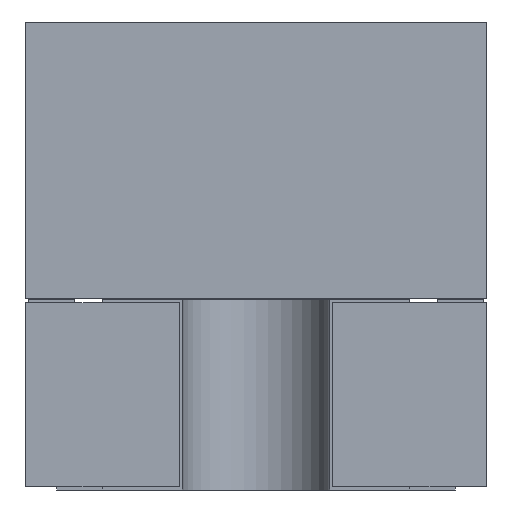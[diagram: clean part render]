
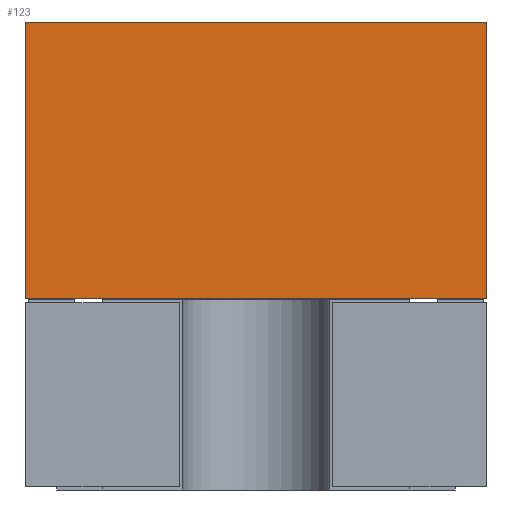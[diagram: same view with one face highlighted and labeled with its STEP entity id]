
A CAD part, left-side view. The second image highlights one B-rep face of the part: STEP entity #123.
In plain terms, the highlighted planar face has unit normal (-1, 0, 0).
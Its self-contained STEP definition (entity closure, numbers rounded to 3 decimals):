
#32 = VERTEX_POINT('',#33);
#33 = CARTESIAN_POINT('',(-1.,-0.75,0.625));
#39 = EDGE_CURVE('',#32,#40,#42,.T.);
#40 = VERTEX_POINT('',#41);
#41 = CARTESIAN_POINT('',(-1.,-0.75,1.525));
#42 = LINE('',#43,#44);
#43 = CARTESIAN_POINT('',(-1.,-0.75,0.625));
#44 = VECTOR('',#45,1.);
#45 = DIRECTION('',(0.,0.,1.));
#95 = VERTEX_POINT('',#96);
#96 = CARTESIAN_POINT('',(-1.,0.75,1.525));
#102 = EDGE_CURVE('',#40,#95,#103,.T.);
#103 = LINE('',#104,#105);
#104 = CARTESIAN_POINT('',(-1.,-0.75,1.525));
#105 = VECTOR('',#106,1.);
#106 = DIRECTION('',(0.,1.,0.));
#123 = ADVANCED_FACE('',(#124),#142,.T.);
#124 = FACE_BOUND('',#125,.T.);
#125 = EDGE_LOOP('',(#126,#134,#135,#136));
#126 = ORIENTED_EDGE('',*,*,#127,.F.);
#127 = EDGE_CURVE('',#32,#128,#130,.T.);
#128 = VERTEX_POINT('',#129);
#129 = CARTESIAN_POINT('',(-1.,0.75,0.625));
#130 = LINE('',#131,#132);
#131 = CARTESIAN_POINT('',(-1.,-0.75,0.625));
#132 = VECTOR('',#133,1.);
#133 = DIRECTION('',(0.,1.,0.));
#134 = ORIENTED_EDGE('',*,*,#39,.T.);
#135 = ORIENTED_EDGE('',*,*,#102,.T.);
#136 = ORIENTED_EDGE('',*,*,#137,.F.);
#137 = EDGE_CURVE('',#128,#95,#138,.T.);
#138 = LINE('',#139,#140);
#139 = CARTESIAN_POINT('',(-1.,0.75,0.625));
#140 = VECTOR('',#141,1.);
#141 = DIRECTION('',(0.,0.,1.));
#142 = PLANE('',#143);
#143 = AXIS2_PLACEMENT_3D('',#144,#145,#146);
#144 = CARTESIAN_POINT('',(-1.,-0.75,0.625));
#145 = DIRECTION('',(-1.,0.,0.));
#146 = DIRECTION('',(0.,0.,1.));
